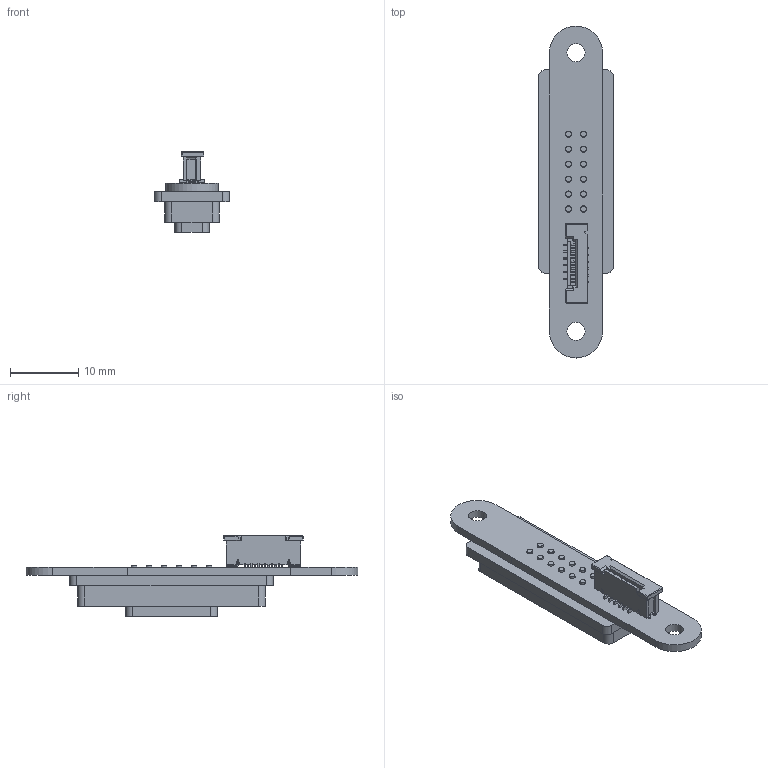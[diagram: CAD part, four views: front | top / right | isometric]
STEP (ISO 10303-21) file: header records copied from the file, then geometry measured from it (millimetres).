
FILE_DESCRIPTION(('KiCad electronic assembly'),'2;1');
FILE_NAME('connector-right.step','2024-06-03T21:34:22',('Pcbnew'),( 'Kicad'),'Open CASCADE STEP processor 7.7','KiCad to STEP converter' ,'Unknown');
FILE_SCHEMA(('AUTOMOTIVE_DESIGN { 1 0 10303 214 1 1 1 1 }'));
Length unit declared in the file: millimetre
Products named in the file (6): connector-right 1; c-1-1734742-2-o-3d; C-1-1734742-2; Magnetic connector 12pin male; Magnetic connector 12pin v2; connector-right_PCB
Assembly tree (5 placements, depth 3):
  connector-right 1
    c-1-1734742-2-o-3d
      C-1-1734742-2
    Magnetic connector 12pin male
      Magnetic connector 12pin v2
    connector-right_PCB
Bounding box: 11 x 48.8 x 11.87 mm (x, y, z)
Volume: 1784.6 mm3; surface area: 3288.2 mm2
Topology: 17 solids, 17 shells, 817 faces, 2172 edges, 1423 vertices
Faces by surface type: bspline 609, cylinder 104, plane 104
Full cylindrical faces by diameter (mm): 0.8 x12, 0.9 x12, 1.5 x24, 1.8 x24, 2.65 x2
Entity records: 23682 total; most frequent: CARTESIAN_POINT 8357, ORIENTED_EDGE 4344, EDGE_CURVE 2172, B_SPLINE_CURVE_WITH_KNOTS 1640, VERTEX_POINT 1423, DIRECTION 1044, FACE_BOUND 933, EDGE_LOOP 933
